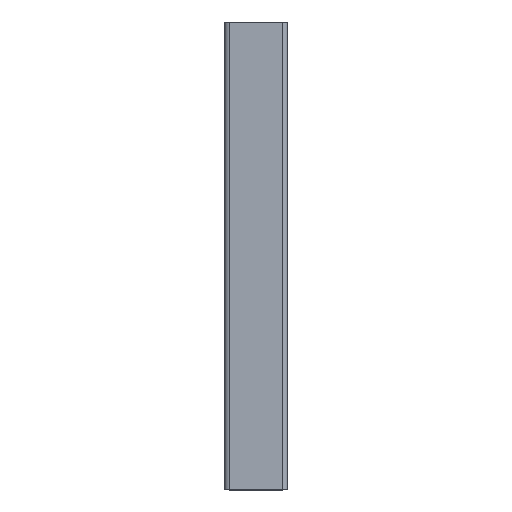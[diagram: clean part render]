
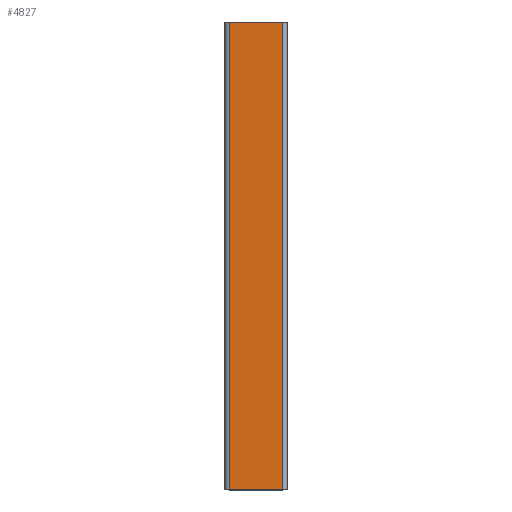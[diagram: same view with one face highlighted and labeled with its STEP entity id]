
A CAD part, top view. The second image highlights one B-rep face of the part: STEP entity #4827.
In plain terms, the highlighted face is planar.
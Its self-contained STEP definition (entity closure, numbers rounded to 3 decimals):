
#512 = DIRECTION ( 'NONE',  ( 0., 0., 1. ) ) ;
#519 = CARTESIAN_POINT ( 'NONE',  ( 17., 40., -300. ) ) ;
#521 = DIRECTION ( 'NONE',  ( 0., 1., 0. ) ) ;
#531 = FACE_OUTER_BOUND ( 'NONE', #4568, .T. ) ;
#532 = PLANE ( 'NONE',  #729 ) ;
#729 = AXIS2_PLACEMENT_3D ( 'NONE', #519, #521, #512 ) ;
#1077 = VECTOR ( 'NONE', #6046, 1000. ) ;
#1117 = VECTOR ( 'NONE', #5987, 1000. ) ;
#1139 = VECTOR ( 'NONE', #6360, 1000. ) ;
#1373 = CARTESIAN_POINT ( 'NONE',  ( 17., 40., -300. ) ) ;
#1374 = DIRECTION ( 'NONE',  ( 0., 0., 1. ) ) ;
#1648 = LINE ( 'NONE', #1373, #3946 ) ;
#2312 = VERTEX_POINT ( 'NONE', #5069 ) ;
#2319 = VERTEX_POINT ( 'NONE', #5076 ) ;
#2391 = ORIENTED_EDGE ( 'NONE', *, *, #7399, .T. ) ;
#2396 = ORIENTED_EDGE ( 'NONE', *, *, #7436, .F. ) ;
#2401 = ORIENTED_EDGE ( 'NONE', *, *, #7380, .T. ) ;
#2409 = ORIENTED_EDGE ( 'NONE', *, *, #7905, .F. ) ;
#2896 = VERTEX_POINT ( 'NONE', #5130 ) ;
#2928 = VERTEX_POINT ( 'NONE', #5168 ) ;
#3946 = VECTOR ( 'NONE', #1374, 1000. ) ;
#4568 = EDGE_LOOP ( 'NONE', ( #2396, #2409, #2391, #2401 ) ) ;
#4827 = ADVANCED_FACE ( 'NONE', ( #531 ), #532, .T. ) ;
#5069 = CARTESIAN_POINT ( 'NONE',  ( -17., 40., 0. ) ) ;
#5076 = CARTESIAN_POINT ( 'NONE',  ( -17., 40., -300. ) ) ;
#5130 = CARTESIAN_POINT ( 'NONE',  ( 17., 40., -300. ) ) ;
#5168 = CARTESIAN_POINT ( 'NONE',  ( 17., 40., 0. ) ) ;
#5987 = DIRECTION ( 'NONE',  ( 0., 0., 1. ) ) ;
#5993 = LINE ( 'NONE', #5995, #1117 ) ;
#5995 = CARTESIAN_POINT ( 'NONE',  ( -17., 40., -300. ) ) ;
#6046 = DIRECTION ( 'NONE',  ( -1., 0., 0. ) ) ;
#6048 = LINE ( 'NONE', #6052, #1077 ) ;
#6052 = CARTESIAN_POINT ( 'NONE',  ( 17., 40., -300. ) ) ;
#6294 = LINE ( 'NONE', #6327, #1139 ) ;
#6327 = CARTESIAN_POINT ( 'NONE',  ( 17., 40., 0. ) ) ;
#6360 = DIRECTION ( 'NONE',  ( -1., 0., 0. ) ) ;
#7380 = EDGE_CURVE ( 'NONE', #2319, #2312, #5993, .T. ) ;
#7399 = EDGE_CURVE ( 'NONE', #2896, #2319, #6048, .T. ) ;
#7436 = EDGE_CURVE ( 'NONE', #2928, #2312, #6294, .T. ) ;
#7905 = EDGE_CURVE ( 'NONE', #2896, #2928, #1648, .T. ) ;
